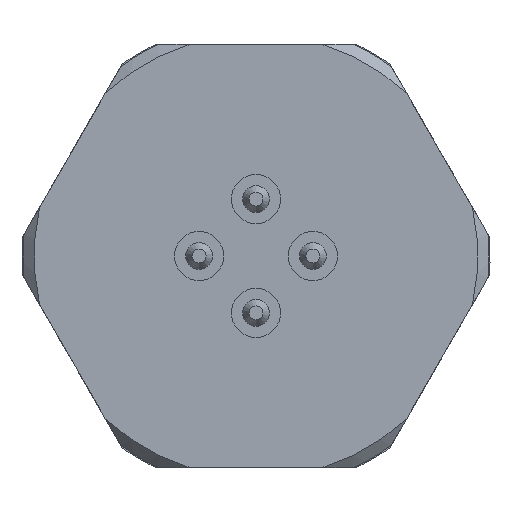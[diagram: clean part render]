
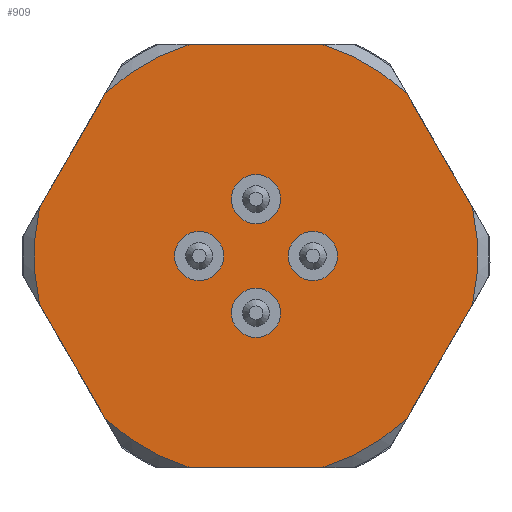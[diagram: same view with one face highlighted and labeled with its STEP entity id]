
A CAD part, front view. The second image highlights one B-rep face of the part: STEP entity #909.
In plain terms, the highlighted planar face has unit normal (0, -1, 0).
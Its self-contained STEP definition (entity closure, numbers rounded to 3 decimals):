
#76=PLANE('',#3240);
#530=LINE('',#4349,#707);
#532=LINE('',#4372,#709);
#534=LINE('',#4395,#711);
#536=LINE('',#4418,#713);
#538=LINE('',#4441,#715);
#540=LINE('',#4464,#717);
#707=VECTOR('',#3547,1.);
#709=VECTOR('',#3551,1.);
#711=VECTOR('',#3555,1.);
#713=VECTOR('',#3559,1.);
#715=VECTOR('',#3563,1.);
#717=VECTOR('',#3567,1.);
#909=ADVANCED_FACE('',(#1106,#1107,#1108,#1109,#1110),#76,.T.);
#1106=FACE_BOUND('',#1205,.T.);
#1107=FACE_BOUND('',#1206,.T.);
#1108=FACE_BOUND('',#1207,.T.);
#1109=FACE_BOUND('',#1208,.T.);
#1110=FACE_BOUND('',#1209,.T.);
#1205=EDGE_LOOP('',(#1499,#1500,#1501,#1502,#1503,#1504,#1505,#1506,#1507,
#1508,#1509,#1510));
#1206=EDGE_LOOP('',(#1511));
#1207=EDGE_LOOP('',(#1512));
#1208=EDGE_LOOP('',(#1513));
#1209=EDGE_LOOP('',(#1514));
#1499=ORIENTED_EDGE('',*,*,#2692,.F.);
#1500=ORIENTED_EDGE('',*,*,#2691,.F.);
#1501=ORIENTED_EDGE('',*,*,#2693,.F.);
#1502=ORIENTED_EDGE('',*,*,#2661,.F.);
#1503=ORIENTED_EDGE('',*,*,#2694,.F.);
#1504=ORIENTED_EDGE('',*,*,#2667,.F.);
#1505=ORIENTED_EDGE('',*,*,#2695,.F.);
#1506=ORIENTED_EDGE('',*,*,#2673,.F.);
#1507=ORIENTED_EDGE('',*,*,#2696,.F.);
#1508=ORIENTED_EDGE('',*,*,#2679,.F.);
#1509=ORIENTED_EDGE('',*,*,#2697,.F.);
#1510=ORIENTED_EDGE('',*,*,#2685,.F.);
#1511=ORIENTED_EDGE('',*,*,#2698,.T.);
#1512=ORIENTED_EDGE('',*,*,#2699,.T.);
#1513=ORIENTED_EDGE('',*,*,#2700,.T.);
#1514=ORIENTED_EDGE('',*,*,#2701,.T.);
#2349=VERTEX_POINT('',#4332);
#2352=VERTEX_POINT('',#4348);
#2353=VERTEX_POINT('',#4355);
#2356=VERTEX_POINT('',#4371);
#2357=VERTEX_POINT('',#4378);
#2360=VERTEX_POINT('',#4394);
#2361=VERTEX_POINT('',#4401);
#2364=VERTEX_POINT('',#4417);
#2365=VERTEX_POINT('',#4424);
#2368=VERTEX_POINT('',#4440);
#2369=VERTEX_POINT('',#4447);
#2372=VERTEX_POINT('',#4463);
#2373=VERTEX_POINT('',#4473);
#2374=VERTEX_POINT('',#4475);
#2375=VERTEX_POINT('',#4477);
#2376=VERTEX_POINT('',#4479);
#2661=EDGE_CURVE('',#2352,#2349,#530,.T.);
#2667=EDGE_CURVE('',#2356,#2353,#532,.T.);
#2673=EDGE_CURVE('',#2360,#2357,#534,.T.);
#2679=EDGE_CURVE('',#2364,#2361,#536,.T.);
#2685=EDGE_CURVE('',#2368,#2365,#538,.T.);
#2691=EDGE_CURVE('',#2372,#2369,#540,.T.);
#2692=EDGE_CURVE('',#2369,#2368,#3093,.T.);
#2693=EDGE_CURVE('',#2349,#2372,#3094,.T.);
#2694=EDGE_CURVE('',#2353,#2352,#3095,.T.);
#2695=EDGE_CURVE('',#2357,#2356,#3096,.T.);
#2696=EDGE_CURVE('',#2361,#2360,#3097,.T.);
#2697=EDGE_CURVE('',#2365,#2364,#3098,.T.);
#2698=EDGE_CURVE('',#2373,#2373,#3099,.T.);
#2699=EDGE_CURVE('',#2374,#2374,#3100,.T.);
#2700=EDGE_CURVE('',#2375,#2375,#3101,.T.);
#2701=EDGE_CURVE('',#2376,#2376,#3102,.T.);
#3093=CIRCLE('',#3230,9.95);
#3094=CIRCLE('',#3231,9.95);
#3095=CIRCLE('',#3232,9.95);
#3096=CIRCLE('',#3233,9.95);
#3097=CIRCLE('',#3234,9.95);
#3098=CIRCLE('',#3235,9.95);
#3099=CIRCLE('',#3236,1.1);
#3100=CIRCLE('',#3237,1.1);
#3101=CIRCLE('',#3238,1.1);
#3102=CIRCLE('',#3239,1.1);
#3230=AXIS2_PLACEMENT_3D('',#4466,#3570,#3571);
#3231=AXIS2_PLACEMENT_3D('',#4467,#3572,#3573);
#3232=AXIS2_PLACEMENT_3D('',#4468,#3574,#3575);
#3233=AXIS2_PLACEMENT_3D('',#4469,#3576,#3577);
#3234=AXIS2_PLACEMENT_3D('',#4470,#3578,#3579);
#3235=AXIS2_PLACEMENT_3D('',#4471,#3580,#3581);
#3236=AXIS2_PLACEMENT_3D('',#4472,#3582,#3583);
#3237=AXIS2_PLACEMENT_3D('',#4474,#3584,#3585);
#3238=AXIS2_PLACEMENT_3D('',#4476,#3586,#3587);
#3239=AXIS2_PLACEMENT_3D('',#4478,#3588,#3589);
#3240=AXIS2_PLACEMENT_3D('',#4480,#3590,#3591);
#3547=DIRECTION('',(-0.5,0.,-0.866));
#3551=DIRECTION('',(0.5,0.,-0.866));
#3555=DIRECTION('',(1.,0.,0.));
#3559=DIRECTION('',(0.5,0.,0.866));
#3563=DIRECTION('',(-0.5,0.,0.866));
#3567=DIRECTION('',(-1.,0.,0.));
#3570=DIRECTION('',(0.,1.,0.));
#3571=DIRECTION('',(0.,0.,-1.));
#3572=DIRECTION('',(0.,1.,0.));
#3573=DIRECTION('',(0.,0.,-1.));
#3574=DIRECTION('',(0.,1.,0.));
#3575=DIRECTION('',(0.,0.,-1.));
#3576=DIRECTION('',(0.,1.,0.));
#3577=DIRECTION('',(0.,0.,-1.));
#3578=DIRECTION('',(0.,1.,0.));
#3579=DIRECTION('',(0.,0.,-1.));
#3580=DIRECTION('',(0.,1.,0.));
#3581=DIRECTION('',(0.,0.,-1.));
#3582=DIRECTION('',(0.,1.,0.));
#3583=DIRECTION('',(0.,0.,-1.));
#3584=DIRECTION('',(0.,1.,0.));
#3585=DIRECTION('',(0.,0.,-1.));
#3586=DIRECTION('',(0.,1.,0.));
#3587=DIRECTION('',(0.,0.,-1.));
#3588=DIRECTION('',(0.,1.,0.));
#3589=DIRECTION('',(0.,0.,-1.));
#3590=DIRECTION('',(0.,-1.,0.));
#3591=DIRECTION('',(0.,0.,-1.));
#4332=CARTESIAN_POINT('',(56.748,44.05,-7.312));
#4348=CARTESIAN_POINT('',(59.706,44.05,-2.188));
#4349=CARTESIAN_POINT('',(60.97,44.05,0.));
#4355=CARTESIAN_POINT('',(59.706,44.05,2.188));
#4371=CARTESIAN_POINT('',(56.748,44.05,7.312));
#4372=CARTESIAN_POINT('',(55.485,44.05,9.5));
#4378=CARTESIAN_POINT('',(52.958,44.05,9.5));
#4394=CARTESIAN_POINT('',(47.042,44.05,9.5));
#4395=CARTESIAN_POINT('',(44.515,44.05,9.5));
#4401=CARTESIAN_POINT('',(43.252,44.05,7.312));
#4417=CARTESIAN_POINT('',(40.294,44.05,2.188));
#4418=CARTESIAN_POINT('',(39.03,44.05,0.));
#4424=CARTESIAN_POINT('',(40.294,44.05,-2.188));
#4440=CARTESIAN_POINT('',(43.252,44.05,-7.312));
#4441=CARTESIAN_POINT('',(44.515,44.05,-9.5));
#4447=CARTESIAN_POINT('',(47.042,44.05,-9.5));
#4463=CARTESIAN_POINT('',(52.958,44.05,-9.5));
#4464=CARTESIAN_POINT('',(55.485,44.05,-9.5));
#4466=CARTESIAN_POINT('',(50.,44.05,0.));
#4467=CARTESIAN_POINT('',(50.,44.05,0.));
#4468=CARTESIAN_POINT('',(50.,44.05,0.));
#4469=CARTESIAN_POINT('',(50.,44.05,0.));
#4470=CARTESIAN_POINT('',(50.,44.05,0.));
#4471=CARTESIAN_POINT('',(50.,44.05,0.));
#4472=CARTESIAN_POINT('',(50.,44.05,-2.55));
#4473=CARTESIAN_POINT('',(50.,44.05,-3.65));
#4474=CARTESIAN_POINT('',(47.45,44.05,0.));
#4475=CARTESIAN_POINT('',(47.45,44.05,-1.1));
#4476=CARTESIAN_POINT('',(52.55,44.05,0.));
#4477=CARTESIAN_POINT('',(52.55,44.05,-1.1));
#4478=CARTESIAN_POINT('',(50.,44.05,2.55));
#4479=CARTESIAN_POINT('',(50.,44.05,1.45));
#4480=CARTESIAN_POINT('',(50.,44.05,0.));
